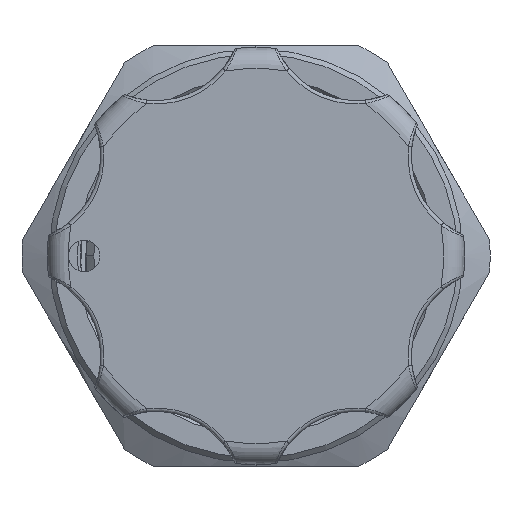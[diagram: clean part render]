
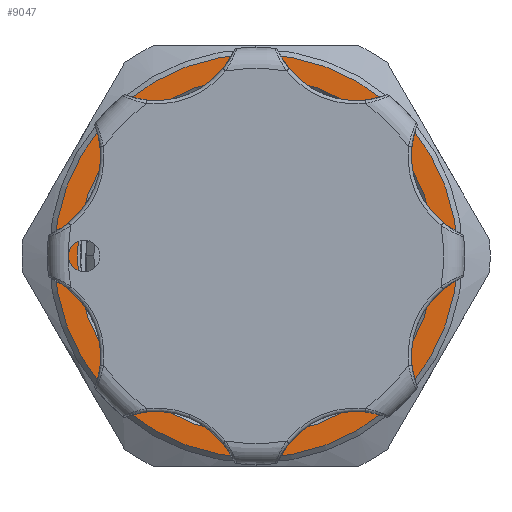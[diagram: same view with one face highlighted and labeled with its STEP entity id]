
A CAD part, left-side view. The second image highlights one B-rep face of the part: STEP entity #9047.
In plain terms, the highlighted planar face has unit normal (-1, 0, 0).
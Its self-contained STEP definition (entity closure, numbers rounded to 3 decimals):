
#329 = CIRCLE ( 'NONE', #3016, 11.5 ) ;
#537 = CARTESIAN_POINT ( 'NONE',  ( 0., 0., -11.5 ) ) ;
#616 = ORIENTED_EDGE ( 'NONE', *, *, #5266, .T. ) ;
#1526 = AXIS2_PLACEMENT_3D ( 'NONE', #12859, #5498, #6747 ) ;
#1659 = CIRCLE ( 'NONE', #9432, 11.5 ) ;
#1858 = CARTESIAN_POINT ( 'NONE',  ( 0., 0., 0. ) ) ;
#2279 = DIRECTION ( 'NONE',  ( 1., 0., 0. ) ) ;
#2296 = ORIENTED_EDGE ( 'NONE', *, *, #6527, .T. ) ;
#3016 = AXIS2_PLACEMENT_3D ( 'NONE', #1858, #10435, #11726 ) ;
#3095 = VERTEX_POINT ( 'NONE', #8963 ) ;
#3230 = DIRECTION ( 'NONE',  ( 0., 0., 1. ) ) ;
#3354 = FACE_BOUND ( 'NONE', #14519, .T. ) ;
#3404 = CARTESIAN_POINT ( 'NONE',  ( 0., 0., 0. ) ) ;
#3410 = CARTESIAN_POINT ( 'NONE',  ( 0., 0., 0. ) ) ;
#4153 = AXIS2_PLACEMENT_3D ( 'NONE', #14414, #2279, #5925 ) ;
#4276 = PLANE ( 'NONE',  #1526 ) ;
#4815 = AXIS2_PLACEMENT_3D ( 'NONE', #3410, #13186, #9637 ) ;
#5201 = CIRCLE ( 'NONE', #4153, 10.2 ) ;
#5266 = EDGE_CURVE ( 'NONE', #3095, #12159, #329, .T. ) ;
#5498 = DIRECTION ( 'NONE',  ( -1., 0., 0. ) ) ;
#5925 = DIRECTION ( 'NONE',  ( 0., 0., 1. ) ) ;
#6022 = VERTEX_POINT ( 'NONE', #10522 ) ;
#6063 = ORIENTED_EDGE ( 'NONE', *, *, #9921, .T. ) ;
#6527 = EDGE_CURVE ( 'NONE', #12159, #3095, #1659, .T. ) ;
#6747 = DIRECTION ( 'NONE',  ( 0., 0., 1. ) ) ;
#7570 = CARTESIAN_POINT ( 'NONE',  ( 0., 0., 10.2 ) ) ;
#7571 = CIRCLE ( 'NONE', #4815, 10.2 ) ;
#8352 = FACE_OUTER_BOUND ( 'NONE', #13430, .T. ) ;
#8963 = CARTESIAN_POINT ( 'NONE',  ( 0., 0., 11.5 ) ) ;
#9047 = ADVANCED_FACE ( 'NONE', ( #8352, #3354 ), #4276, .T. ) ;
#9432 = AXIS2_PLACEMENT_3D ( 'NONE', #3404, #14412, #3230 ) ;
#9637 = DIRECTION ( 'NONE',  ( 0., 0., 1. ) ) ;
#9921 = EDGE_CURVE ( 'NONE', #6022, #10253, #7571, .T. ) ;
#10253 = VERTEX_POINT ( 'NONE', #7570 ) ;
#10435 = DIRECTION ( 'NONE',  ( -1., 0., 0. ) ) ;
#10522 = CARTESIAN_POINT ( 'NONE',  ( 0., 0., -10.2 ) ) ;
#11726 = DIRECTION ( 'NONE',  ( 0., 0., 1. ) ) ;
#12159 = VERTEX_POINT ( 'NONE', #537 ) ;
#12825 = EDGE_CURVE ( 'NONE', #10253, #6022, #5201, .T. ) ;
#12859 = CARTESIAN_POINT ( 'NONE',  ( 0., 0., 0. ) ) ;
#13186 = DIRECTION ( 'NONE',  ( 1., 0., 0. ) ) ;
#13430 = EDGE_LOOP ( 'NONE', ( #2296, #616 ) ) ;
#14412 = DIRECTION ( 'NONE',  ( -1., 0., 0. ) ) ;
#14414 = CARTESIAN_POINT ( 'NONE',  ( 0., 0., 0. ) ) ;
#14519 = EDGE_LOOP ( 'NONE', ( #14591, #6063 ) ) ;
#14591 = ORIENTED_EDGE ( 'NONE', *, *, #12825, .T. ) ;
